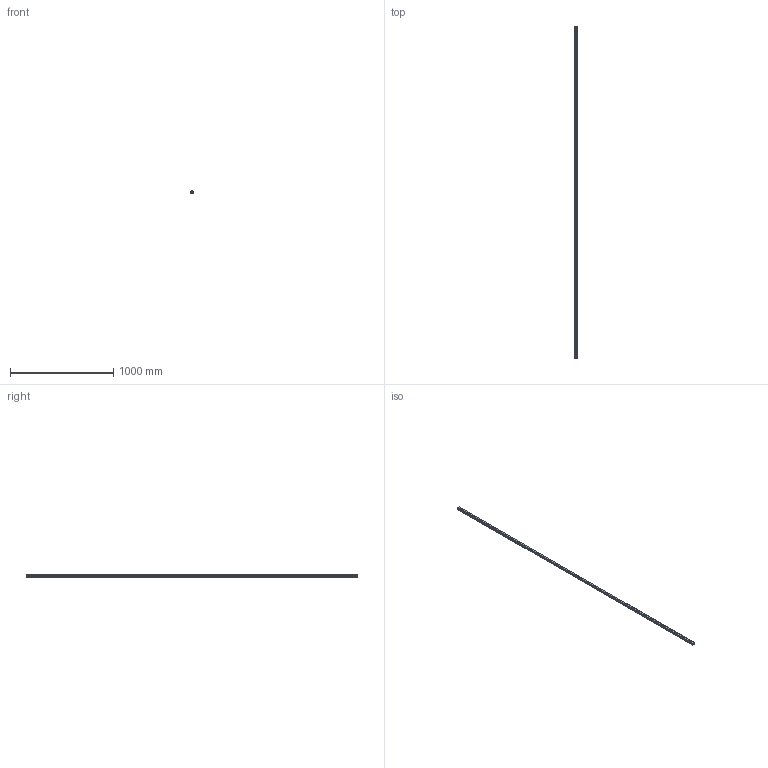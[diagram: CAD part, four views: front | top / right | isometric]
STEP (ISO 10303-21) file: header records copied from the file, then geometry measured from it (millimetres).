
FILE_DESCRIPTION(('STEP AP214'),'1');
FILE_NAME('cctmp_F137A785-414A-45B3-9438-30A7659C229B_2021_01_25_12_22_29_0097..stp','2021-01-25T11:22:29',('HIWIN GmbH'),('CADClick - www.CADClick.com'),'Spatial InterOp 3D',' ','unknown authorization');
FILE_SCHEMA(('AUTOMOTIVE_DESIGN'));
Length unit declared in the file: millimetre
Products named in the file (1): HGR25T3220C_FILE
Bounding box: 23 x 3220 x 22 mm (x, y, z)
Volume: 1392101.2 mm3; surface area: 305665.8 mm2
Topology: 1 solids, 1 shells, 489 faces, 1503 edges, 912 vertices
Faces by surface type: plane 251, cylinder 130, cone 108
Entity records: 20145 total; most frequent: DIRECTION 3067, CARTESIAN_POINT 2797, ORIENTED_EDGE 2790, EDGE_CURVE 1395, AXIS2_PLACEMENT_3D 1182, VERTEX_POINT 912, LINE 703, VECTOR 703
